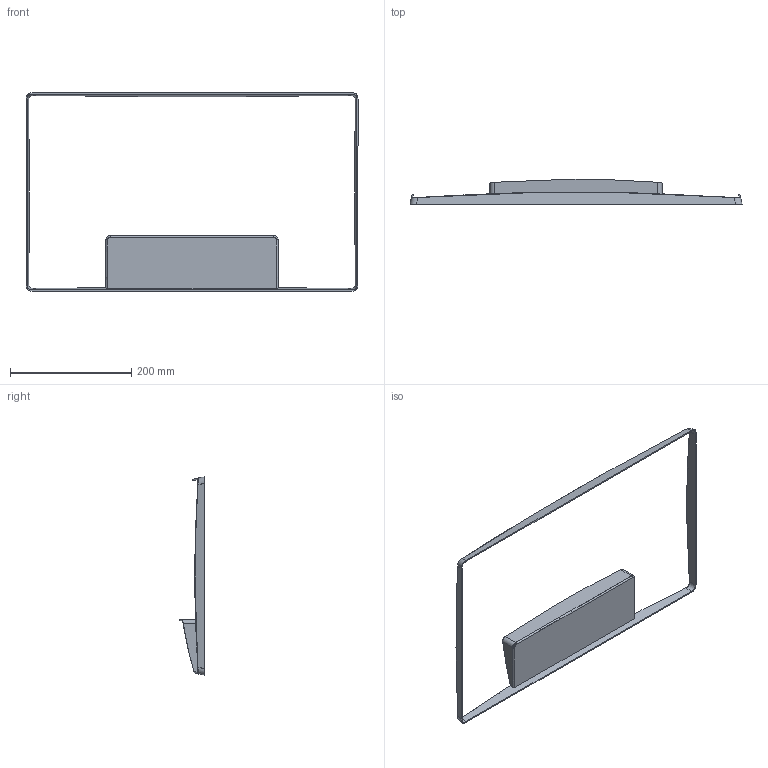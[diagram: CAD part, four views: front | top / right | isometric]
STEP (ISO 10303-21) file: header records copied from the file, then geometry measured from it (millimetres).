
FILE_DESCRIPTION (( 'STEP AP214' ), '1' );
FILE_NAME ('rc2_shell4.STEP', '2014-09-26T15:11:49', ( '' ), ( '' ), 'SwSTEP 2.0', 'SolidWorks 2014', '' );
FILE_SCHEMA (( 'AUTOMOTIVE_DESIGN' ));
Length unit declared in the file: millimetre
Products named in the file (1): rc2_shell4
Bounding box: 548.14 x 41.45 x 327.54 mm (x, y, z)
Volume: 121704.8 mm3; surface area: 129317.3 mm2
Topology: 1 solids, 1 shells, 45 faces, 118 edges, 75 vertices
Faces by surface type: bspline 21, plane 17, cylinder 7
Entity records: 8749 total; most frequent: CARTESIAN_POINT 7361, ORIENTED_EDGE 236, EDGE_CURVE 118, DIRECTION 109, VERTEX_POINT 75, B_SPLINE_CURVE_WITH_KNOTS 59, VECTOR 51, LINE 51
